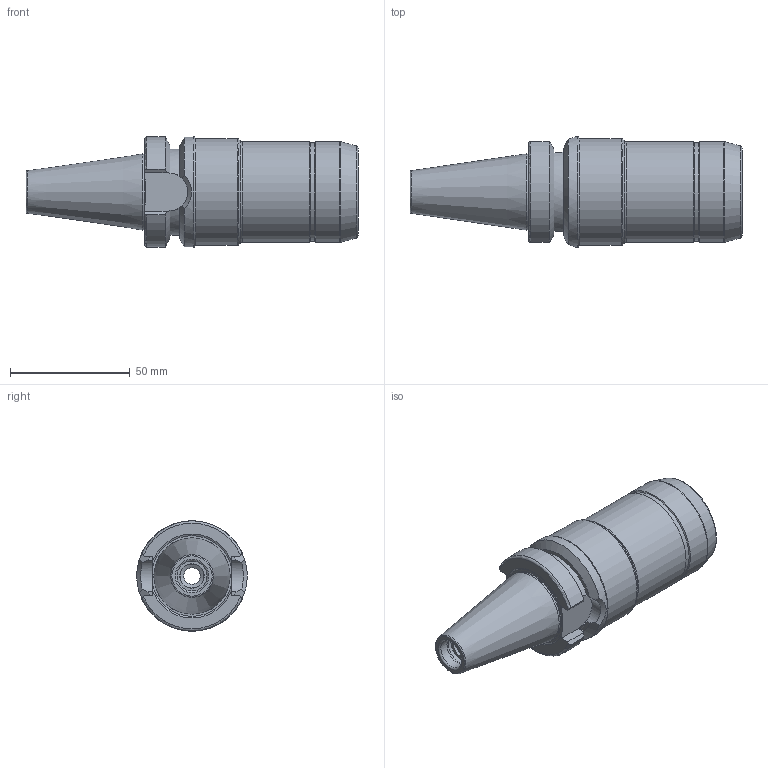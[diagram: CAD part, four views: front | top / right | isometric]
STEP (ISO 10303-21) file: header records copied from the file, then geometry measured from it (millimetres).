
FILE_DESCRIPTION(/* description */ (''),/* implementation_level */ '2;1');
FILE_NAME(/* name */ 'CBT30-HC20P-90.stp',/* time_stamp */ '2021-06-22T16:03:34+09:00',/* author */ ('eos'),/* organization */ (''),/* preprocessor_version */ 'ST-DEVELOPER v18.1',/* originating_system */ 'Autodesk Inventor 2020',/* authorisation */ '');
FILE_SCHEMA (('AUTOMOTIVE_DESIGN { 1 0 10303 214 3 1 1 }'));
Length unit declared in the file: millimetre
Products named in the file (1): CBT30
Bounding box: 138.4 x 46 x 46 mm (x, y, z)
Volume: 126682.8 mm3; surface area: 24847.9 mm2
Topology: 1 solids, 1 shells, 76 faces, 220 edges, 150 vertices
Faces by surface type: cylinder 24, plane 22, cone 16, torus 12, bspline 2
Full cylindrical faces by diameter (mm): 6.917 x1, 10 x1, 10.106 x1, 12.5 x1, 13.1 x1, 14 x1, 20 x1, 20.8 x1, 31.2 x1, 41 x1, 42 x2, 44.5 x1, 46 x1
Entity records: 2791 total; most frequent: CARTESIAN_POINT 708, DIRECTION 446, ORIENTED_EDGE 440, EDGE_CURVE 220, AXIS2_PLACEMENT_3D 188, VERTEX_POINT 150, CIRCLE 113, EDGE_LOOP 82
